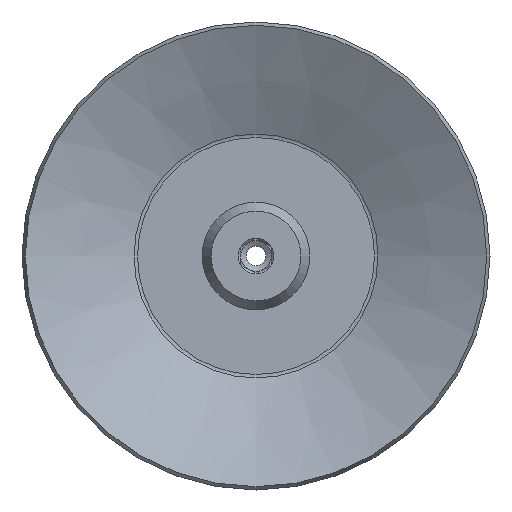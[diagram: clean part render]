
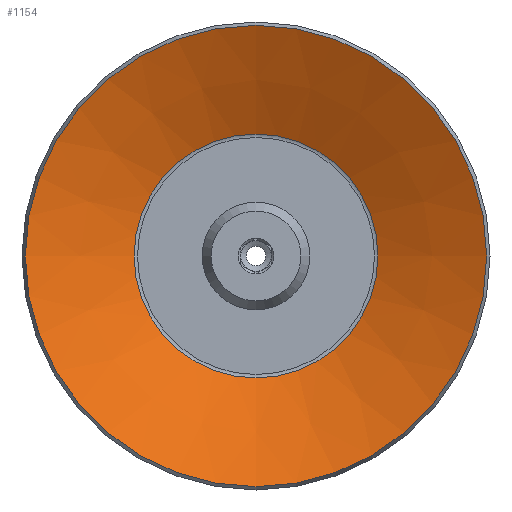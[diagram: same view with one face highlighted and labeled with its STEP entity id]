
A CAD part, front view. The second image highlights one B-rep face of the part: STEP entity #1154.
In plain terms, the highlighted conical face has half-angle 64 degrees and reference radius 15.855 mm.
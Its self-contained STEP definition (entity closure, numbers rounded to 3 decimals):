
#143=CIRCLE('',#1241,15.855);
#144=CIRCLE('',#1243,30.);
#216=ORIENTED_EDGE('',*,*,#391,.T.);
#217=ORIENTED_EDGE('',*,*,#390,.F.);
#390=EDGE_CURVE('',#473,#473,#143,.T.);
#391=EDGE_CURVE('',#474,#474,#144,.T.);
#473=VERTEX_POINT('',#1686);
#474=VERTEX_POINT('',#1689);
#550=EDGE_LOOP('',(#216));
#551=EDGE_LOOP('',(#217));
#638=FACE_BOUND('',#550,.T.);
#639=FACE_BOUND('',#551,.T.);
#714=CONICAL_SURFACE('',#1242,15.855,1.117);
#1154=ADVANCED_FACE('',(#638,#639),#714,.F.);
#1241=AXIS2_PLACEMENT_3D('',#1685,#1388,#1389);
#1242=AXIS2_PLACEMENT_3D('',#1687,#1390,#1391);
#1243=AXIS2_PLACEMENT_3D('',#1688,#1392,#1393);
#1388=DIRECTION('',(0.,-1.,0.));
#1389=DIRECTION('',(0.,0.,-1.));
#1390=DIRECTION('',(0.,-1.,0.));
#1391=DIRECTION('',(0.,0.,-1.));
#1392=DIRECTION('',(0.,-1.,0.));
#1393=DIRECTION('',(0.,0.,-1.));
#1685=CARTESIAN_POINT('',(0.,6.899,0.));
#1686=CARTESIAN_POINT('',(0.,6.899,-15.855));
#1687=CARTESIAN_POINT('',(0.,6.899,0.));
#1688=CARTESIAN_POINT('',(0.,0.,0.));
#1689=CARTESIAN_POINT('',(0.,0.,-30.));
